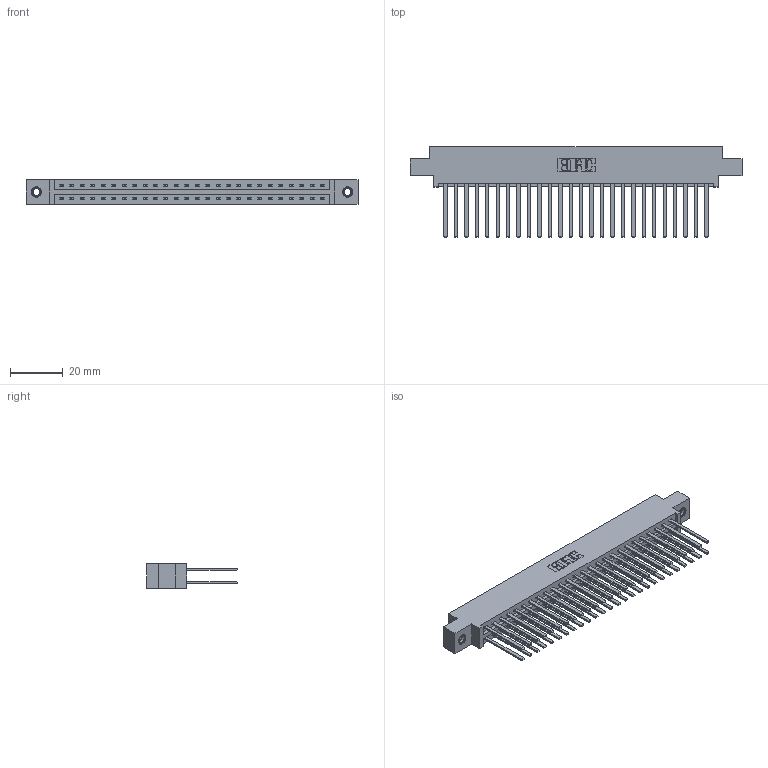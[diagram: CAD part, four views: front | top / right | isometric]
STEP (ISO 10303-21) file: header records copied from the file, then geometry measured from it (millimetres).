
FILE_DESCRIPTION (( 'STEP AP203' ), '1' );
FILE_NAME ('387-052-544-807.STEP', '2019-10-19T03:36:54', ( '' ), ( '' ), 'SwSTEP 2.0', 'SolidWorks 2016', '' );
FILE_SCHEMA (( 'CONFIG_CONTROL_DESIGN' ));
Length unit declared in the file: inch
Products named in the file (4): 345-292-001_345-293-144; 387-052-544-807; 345-250-001_345-250-005-103; 337 Part_0.170 Offset - 0.156 Dia-TI
Assembly tree (55 placements, depth 2):
  387-052-544-807
    337 Part_0.170 Offset - 0.156 Dia-TI
    345-292-001_345-293-144  x52
    345-250-001_345-250-005-103  x2
Bounding box: 126.03 x 34.3 x 9.4 mm (x, y, z)
Volume: 13667.5 mm3; surface area: 17820.8 mm2
Topology: 55 solids, 55 shells, 2674 faces, 7895 edges, 5186 vertices
Faces by surface type: plane 1874, cylinder 784, cone 12, torus 4
Entity records: 23362 total; most frequent: CARTESIAN_POINT 3929, ORIENTED_EDGE 3858, DIRECTION 3399, EDGE_CURVE 1929, LINE 1785, VECTOR 1785, VERTEX_POINT 1280, AXIS2_PLACEMENT_3D 807
